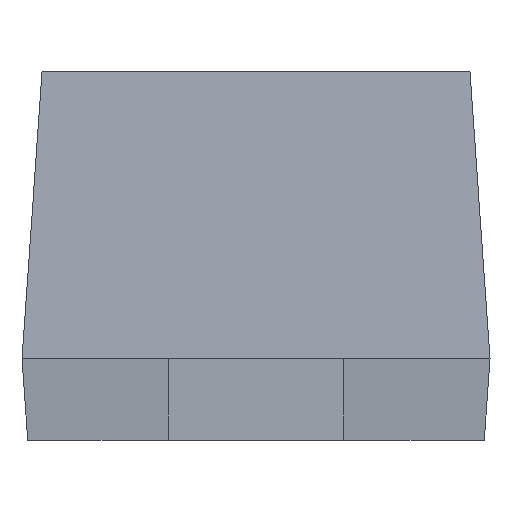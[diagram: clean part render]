
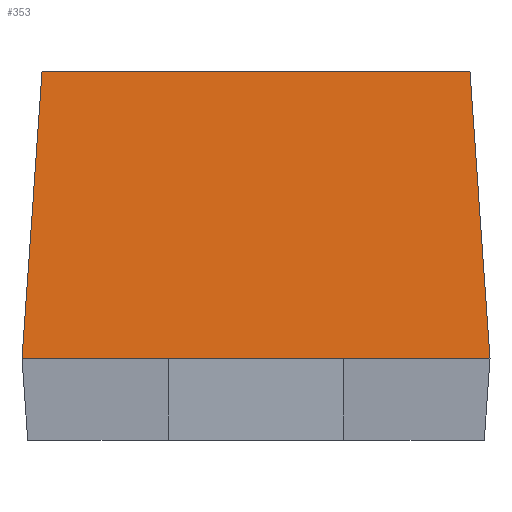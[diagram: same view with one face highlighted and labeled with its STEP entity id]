
A CAD part, left-side view. The second image highlights one B-rep face of the part: STEP entity #353.
In plain terms, the highlighted free-form (B-spline) face has degree [1, 1] with [2, 2] control points.
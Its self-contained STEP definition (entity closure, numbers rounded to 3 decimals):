
#183=VECTOR('',#184,1.);
#184=DIRECTION('',(0.,-1.,0.));
#213=VERTEX_POINT('',#214);
#214=CARTESIAN_POINT('',(-0.6,-0.4,0.14));
#227=VERTEX_POINT('',#228);
#228=CARTESIAN_POINT('',(-0.566,-0.366,0.63));
#231=EDGE_CURVE('',#213,#227,#232,.T.);
#232=B_SPLINE_CURVE_WITH_KNOTS('',1,(#214,#228),.UNSPECIFIED.,.F.,.F.,(2,2),(0.,1.),.PIECEWISE_BEZIER_KNOTS.);
#237=ORIENTED_EDGE('',*,*,#238,.F.);
#238=EDGE_CURVE('',#239,#227,#241,.T.);
#239=VERTEX_POINT('',#240);
#240=CARTESIAN_POINT('',(-0.566,0.366,0.63));
#241=LINE('',#240,#183);
#279=VERTEX_POINT('',#280);
#280=CARTESIAN_POINT('',(-0.6,0.4,0.14));
#283=EDGE_CURVE('',#279,#239,#284,.T.);
#284=B_SPLINE_CURVE_WITH_KNOTS('',1,(#280,#240),.UNSPECIFIED.,.F.,.F.,(2,2),(0.,1.),.PIECEWISE_BEZIER_KNOTS.);
#302=VERTEX_POINT('',#303);
#303=CARTESIAN_POINT('',(-0.6,-0.15,0.14));
#313=EDGE_CURVE('',#302,#213,#314,.T.);
#314=LINE('',#280,#183);
#343=VERTEX_POINT('',#344);
#344=CARTESIAN_POINT('',(-0.6,0.15,0.14));
#352=EDGE_CURVE('',#279,#343,#314,.T.);
#353=ADVANCED_FACE('',(#354),#362,.T.);
#354=FACE_BOUND('',#355,.T.);
#355=EDGE_LOOP('',(#356,#357,#359,#360,#237,#361));
#356=ORIENTED_EDGE('',*,*,#352,.T.);
#357=ORIENTED_EDGE('',*,*,#358,.T.);
#358=EDGE_CURVE('',#343,#302,#314,.T.);
#359=ORIENTED_EDGE('',*,*,#313,.T.);
#360=ORIENTED_EDGE('',*,*,#231,.T.);
#361=ORIENTED_EDGE('',*,*,#283,.F.);
#362=B_SPLINE_SURFACE_WITH_KNOTS('',1,1,((#280,#240),(#214,#228)),.UNSPECIFIED.,.F.,.F.,.F.,(2,2),(2,2),(0.,0.8),(0.,1.),.PIECEWISE_BEZIER_KNOTS.);
